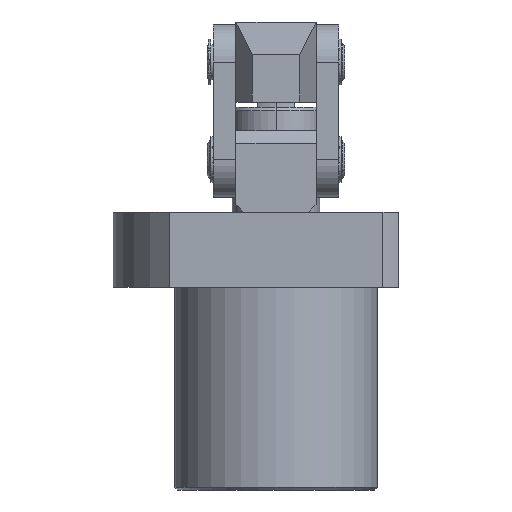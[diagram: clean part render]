
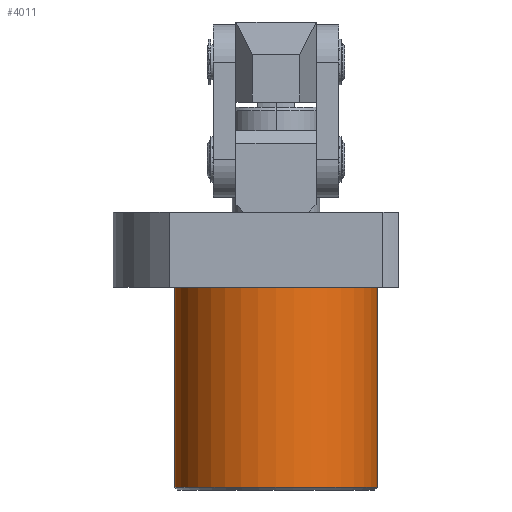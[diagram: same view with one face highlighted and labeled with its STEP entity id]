
A CAD part, front view. The second image highlights one B-rep face of the part: STEP entity #4011.
In plain terms, the highlighted cylindrical face has radius 40.5 mm (diameter 81 mm), a partial arc.
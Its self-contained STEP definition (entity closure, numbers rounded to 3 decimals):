
#221 = CYLINDRICAL_SURFACE ( 'NONE', #6605, 40.5 ) ;
#234 = FACE_OUTER_BOUND ( 'NONE', #943, .T. ) ;
#579 = DIRECTION ( 'NONE',  ( 0., 0., 1. ) ) ;
#586 = CARTESIAN_POINT ( 'NONE',  ( -40.5, 0., -81. ) ) ;
#608 = DIRECTION ( 'NONE',  ( -1., 0., 0. ) ) ;
#699 = DIRECTION ( 'NONE',  ( 0., 0., -1. ) ) ;
#729 = CARTESIAN_POINT ( 'NONE',  ( 0., 0., -80. ) ) ;
#733 = CARTESIAN_POINT ( 'NONE',  ( 0., 0., 0. ) ) ;
#777 = DIRECTION ( 'NONE',  ( 1., 0., 0. ) ) ;
#788 = DIRECTION ( 'NONE',  ( 0., 0., 1. ) ) ;
#794 = DIRECTION ( 'NONE',  ( 0., 0., 1. ) ) ;
#795 = CARTESIAN_POINT ( 'NONE',  ( 40.5, 0., -81. ) ) ;
#943 = EDGE_LOOP ( 'NONE', ( #3444, #3443, #3442, #3440 ) ) ;
#962 = CIRCLE ( 'NONE', #5844, 40.5 ) ;
#1111 = VECTOR ( 'NONE', #794, 1000. ) ;
#1123 = LINE ( 'NONE', #795, #1111 ) ;
#1147 = VECTOR ( 'NONE', #788, 1000. ) ;
#1201 = LINE ( 'NONE', #586, #1147 ) ;
#1231 = CIRCLE ( 'NONE', #6628, 40.5 ) ;
#1266 = VERTEX_POINT ( 'NONE', #1858 ) ;
#1330 = VERTEX_POINT ( 'NONE', #1935 ) ;
#1514 = VERTEX_POINT ( 'NONE', #1912 ) ;
#1858 = CARTESIAN_POINT ( 'NONE',  ( 40.5, 0., 0. ) ) ;
#1912 = CARTESIAN_POINT ( 'NONE',  ( -40.5, 0., 0. ) ) ;
#1935 = CARTESIAN_POINT ( 'NONE',  ( 40.5, 0., -80. ) ) ;
#3013 = EDGE_CURVE ( 'NONE', #3772, #1330, #1231, .T. ) ;
#3024 = EDGE_CURVE ( 'NONE', #3772, #1514, #1201, .T. ) ;
#3030 = EDGE_CURVE ( 'NONE', #1330, #1266, #1123, .T. ) ;
#3072 = EDGE_CURVE ( 'NONE', #1266, #1514, #962, .T. ) ;
#3440 = ORIENTED_EDGE ( 'NONE', *, *, #3072, .T. ) ;
#3442 = ORIENTED_EDGE ( 'NONE', *, *, #3030, .T. ) ;
#3443 = ORIENTED_EDGE ( 'NONE', *, *, #3013, .T. ) ;
#3444 = ORIENTED_EDGE ( 'NONE', *, *, #3024, .F. ) ;
#3772 = VERTEX_POINT ( 'NONE', #4492 ) ;
#4011 = ADVANCED_FACE ( 'NONE', ( #234 ), #221, .T. ) ;
#4492 = CARTESIAN_POINT ( 'NONE',  ( -40.5, 0., -80. ) ) ;
#4575 = DIRECTION ( 'NONE',  ( 1., 0., 0. ) ) ;
#4577 = DIRECTION ( 'NONE',  ( 0., 0., 1. ) ) ;
#4579 = CARTESIAN_POINT ( 'NONE',  ( 0., 0., -81. ) ) ;
#5844 = AXIS2_PLACEMENT_3D ( 'NONE', #733, #699, #777 ) ;
#6605 = AXIS2_PLACEMENT_3D ( 'NONE', #4579, #4577, #4575 ) ;
#6628 = AXIS2_PLACEMENT_3D ( 'NONE', #729, #579, #608 ) ;
